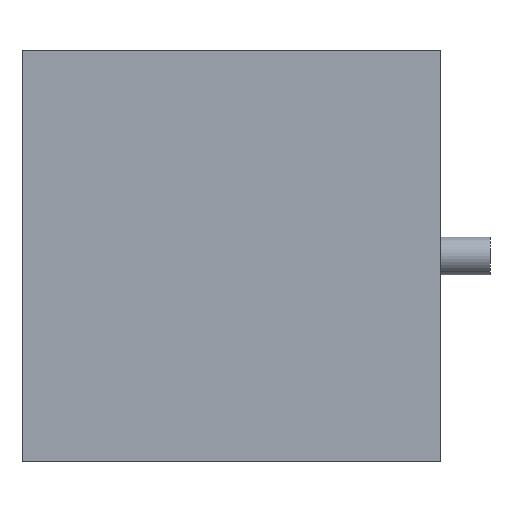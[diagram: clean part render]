
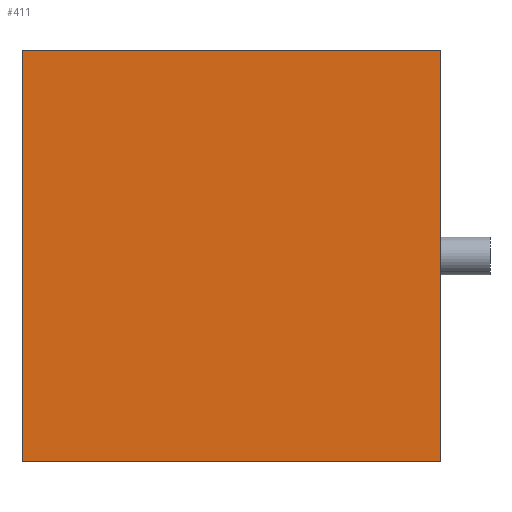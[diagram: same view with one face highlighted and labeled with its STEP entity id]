
A CAD part, left-side view. The second image highlights one B-rep face of the part: STEP entity #411.
In plain terms, the highlighted planar face has unit normal (-1, 0, 0).
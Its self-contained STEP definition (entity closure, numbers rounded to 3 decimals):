
#39=LINE('',#653,#83);
#43=LINE('',#661,#87);
#52=LINE('',#679,#96);
#57=LINE('',#688,#101);
#83=VECTOR('',#536,10.);
#87=VECTOR('',#544,10.);
#96=VECTOR('',#561,10.);
#101=VECTOR('',#572,10.);
#126=FACE_OUTER_BOUND('',#148,.T.);
#148=EDGE_LOOP('',(#358,#359,#360,#361));
#188=VERTEX_POINT('',#650);
#189=VERTEX_POINT('',#652);
#191=VERTEX_POINT('',#660);
#196=VERTEX_POINT('',#678);
#235=EDGE_CURVE('',#188,#189,#39,.T.);
#239=EDGE_CURVE('',#191,#189,#43,.T.);
#248=EDGE_CURVE('',#191,#196,#52,.T.);
#253=EDGE_CURVE('',#196,#188,#57,.T.);
#358=ORIENTED_EDGE('',*,*,#248,.F.);
#359=ORIENTED_EDGE('',*,*,#239,.T.);
#360=ORIENTED_EDGE('',*,*,#235,.F.);
#361=ORIENTED_EDGE('',*,*,#253,.F.);
#382=PLANE('',#459);
#411=ADVANCED_FACE('',(#126),#382,.T.);
#459=AXIS2_PLACEMENT_3D('',#687,#570,#571);
#536=DIRECTION('',(0.,0.,1.));
#544=DIRECTION('',(0.,1.,0.));
#561=DIRECTION('',(0.,0.,-1.));
#570=DIRECTION('center_axis',(-1.,0.,0.));
#571=DIRECTION('ref_axis',(0.,0.,1.));
#572=DIRECTION('',(0.,1.,0.));
#650=CARTESIAN_POINT('',(-21.,25.4,-12.5));
#652=CARTESIAN_POINT('',(-21.,25.4,12.5));
#653=CARTESIAN_POINT('',(-21.,25.4,12.5));
#660=CARTESIAN_POINT('',(-21.,0.,12.5));
#661=CARTESIAN_POINT('',(-21.,0.,12.5));
#678=CARTESIAN_POINT('',(-21.,0.,-12.5));
#679=CARTESIAN_POINT('',(-21.,0.,12.5));
#687=CARTESIAN_POINT('Origin',(-21.,0.,-12.5));
#688=CARTESIAN_POINT('',(-21.,0.,-12.5));
